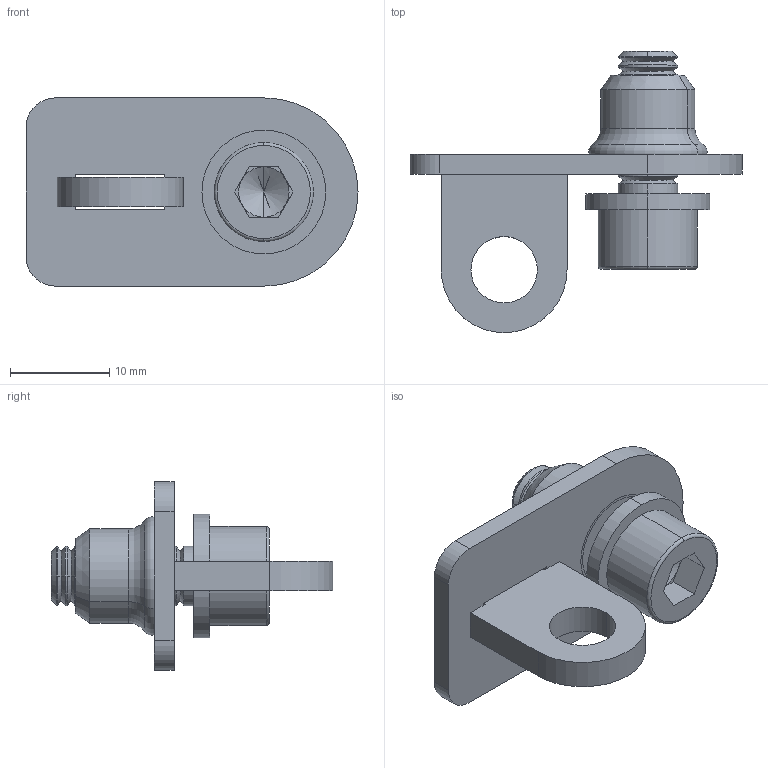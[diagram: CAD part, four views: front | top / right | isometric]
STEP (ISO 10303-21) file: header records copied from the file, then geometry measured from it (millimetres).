
FILE_DESCRIPTION (( 'STEP AP203' ), '1' );
FILE_NAME ('T81161.STEP', '2018-09-13T13:38:29', ( '' ), ( '' ), 'SwSTEP 2.0', 'SolidWorks 2016', '' );
FILE_SCHEMA (( 'CONFIG_CONTROL_DESIGN' ));
Length unit declared in the file: millimetre
Products named in the file (7): TH3007; TH3009; T81161; Socket Head Cap Screw_Doughty Fastners_ISO 4762 M6 x 16 --- 16S; A Washer_Bright washer BS 4320 - M6 (Form A); TH3008; F3014
Assembly tree (6 placements, depth 3):
  T81161
    TH3009
      TH3007
      TH3008
    F3014
    A Washer_Bright washer BS 4320 - M6 (Form A)
    Socket Head Cap Screw_Doughty Fastners_ISO 4762 M6 x 16 --- 16S
Bounding box: 33.5 x 28.4 x 19 mm (x, y, z)
Volume: 2855.7 mm3; surface area: 3523.6 mm2
Topology: 5 solids, 5 shells, 157 faces, 384 edges, 239 vertices
Faces by surface type: cone 60, cylinder 50, plane 39, torus 8
Entity records: 5411 total; most frequent: DIRECTION 922, CARTESIAN_POINT 788, ORIENTED_EDGE 764, EDGE_CURVE 382, AXIS2_PLACEMENT_3D 373, VERTEX_POINT 239, CIRCLE 206, LINE 176
